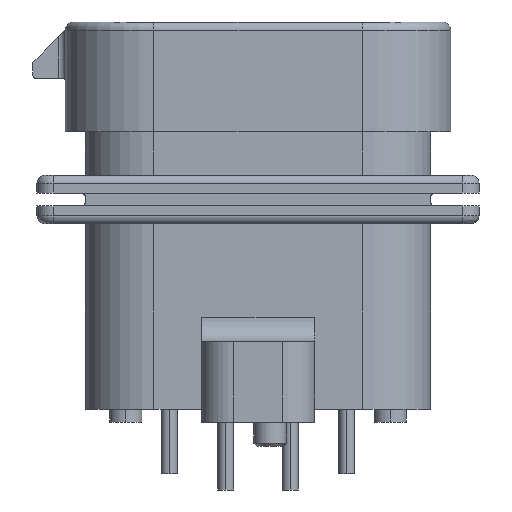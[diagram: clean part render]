
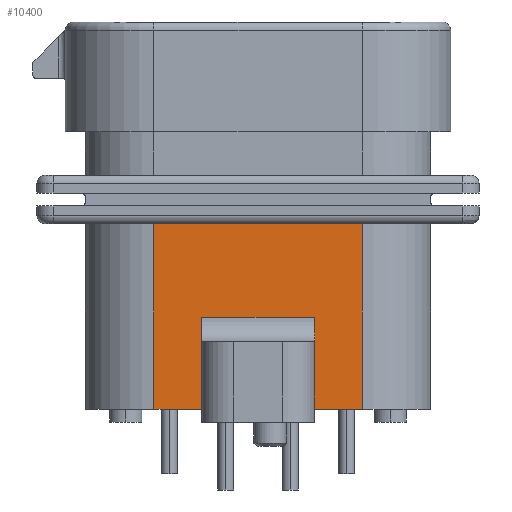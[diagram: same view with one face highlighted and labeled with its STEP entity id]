
A CAD part, left-side view. The second image highlights one B-rep face of the part: STEP entity #10400.
In plain terms, the highlighted planar face has unit normal (-1, 0, 0).
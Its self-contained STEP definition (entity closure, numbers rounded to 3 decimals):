
#3181=DIRECTION('',(0.,0.,-1.));
#3182=VECTOR('',#3181,11.5);
#3183=CARTESIAN_POINT('',(-16.25,6.45,-12.5));
#3184=LINE('',#3183,#3182);
#3209=DIRECTION('',(0.,1.,0.));
#3210=VECTOR('',#3209,7.);
#3211=CARTESIAN_POINT('',(-16.25,-3.5,-18.3));
#3212=LINE('',#3211,#3210);
#3216=DIRECTION('',(0.,1.,0.));
#3217=VECTOR('',#3216,12.9);
#3218=CARTESIAN_POINT('',(-16.25,-6.45,-12.5));
#3219=LINE('',#3218,#3217);
#3223=DIRECTION('',(0.,0.,-1.));
#3224=VECTOR('',#3223,11.5);
#3225=CARTESIAN_POINT('',(-16.25,-6.45,-12.5));
#3226=LINE('',#3225,#3224);
#3781=DIRECTION('',(0.,1.,0.));
#3782=VECTOR('',#3781,2.95);
#3783=CARTESIAN_POINT('',(-16.25,3.5,-24.));
#3784=LINE('',#3783,#3782);
#3795=DIRECTION('',(0.,1.,0.));
#3796=VECTOR('',#3795,2.95);
#3797=CARTESIAN_POINT('',(-16.25,-6.45,-24.));
#3798=LINE('',#3797,#3796);
#4526=DIRECTION('',(0.,0.,-1.));
#4527=VECTOR('',#4526,5.7);
#4528=CARTESIAN_POINT('',(-16.25,-3.5,-18.3));
#4529=LINE('',#4528,#4527);
#4556=DIRECTION('',(0.,0.,1.));
#4557=VECTOR('',#4556,5.7);
#4558=CARTESIAN_POINT('',(-16.25,3.5,-24.));
#4559=LINE('',#4558,#4557);
#6504=CARTESIAN_POINT('',(-16.25,6.45,-24.));
#6506=VERTEX_POINT('',#6504);
#6518=CARTESIAN_POINT('',(-16.25,-6.45,-24.));
#6519=VERTEX_POINT('',#6518);
#6625=CARTESIAN_POINT('',(-16.25,6.45,-12.5));
#6627=VERTEX_POINT('',#6625);
#6648=CARTESIAN_POINT('',(-16.25,-6.45,-12.5));
#6650=VERTEX_POINT('',#6648);
#6738=CARTESIAN_POINT('',(-16.25,-3.5,-24.));
#6739=VERTEX_POINT('',#6738);
#6766=CARTESIAN_POINT('',(-16.25,3.5,-24.));
#6767=VERTEX_POINT('',#6766);
#6816=CARTESIAN_POINT('',(-16.25,-3.5,-18.3));
#6817=CARTESIAN_POINT('',(-16.25,3.5,-18.3));
#6818=VERTEX_POINT('',#6816);
#6819=VERTEX_POINT('',#6817);
#10378=CARTESIAN_POINT('',(-16.25,-6.45,-19.5));
#10379=DIRECTION('',(-1.,0.,0.));
#10380=DIRECTION('',(0.,1.,0.));
#10381=AXIS2_PLACEMENT_3D('',#10378,#10379,#10380);
#10382=PLANE('',#10381);
#10384=ORIENTED_EDGE('',*,*,#10383,.T.);
#10386=ORIENTED_EDGE('',*,*,#10385,.F.);
#10388=ORIENTED_EDGE('',*,*,#10387,.T.);
#10389=ORIENTED_EDGE('',*,*,#10357,.F.);
#10391=ORIENTED_EDGE('',*,*,#10390,.F.);
#10393=ORIENTED_EDGE('',*,*,#10392,.T.);
#10395=ORIENTED_EDGE('',*,*,#10394,.T.);
#10397=ORIENTED_EDGE('',*,*,#10396,.F.);
#10398=EDGE_LOOP('',(#10384,#10386,#10388,#10389,#10391,#10393,#10395,#10397));
#10399=FACE_OUTER_BOUND('',#10398,.F.);
#10400=ADVANCED_FACE('',(#10399),#10382,.T.);
#10357=EDGE_CURVE('',#6627,#6506,#3184,.T.);
#10383=EDGE_CURVE('',#6818,#6819,#3212,.T.);
#10385=EDGE_CURVE('',#6767,#6819,#4559,.T.);
#10387=EDGE_CURVE('',#6767,#6506,#3784,.T.);
#10390=EDGE_CURVE('',#6650,#6627,#3219,.T.);
#10392=EDGE_CURVE('',#6650,#6519,#3226,.T.);
#10394=EDGE_CURVE('',#6519,#6739,#3798,.T.);
#10396=EDGE_CURVE('',#6818,#6739,#4529,.T.);
